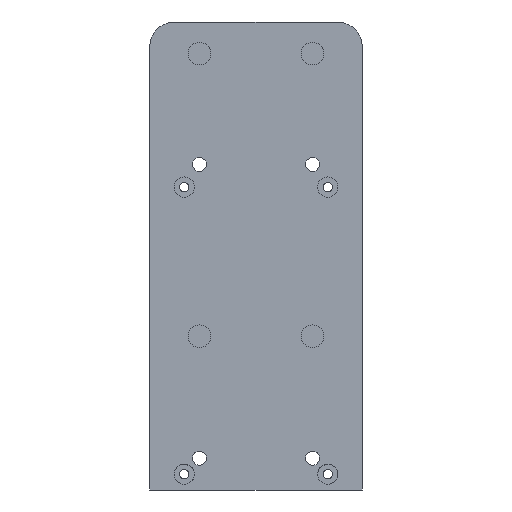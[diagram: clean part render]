
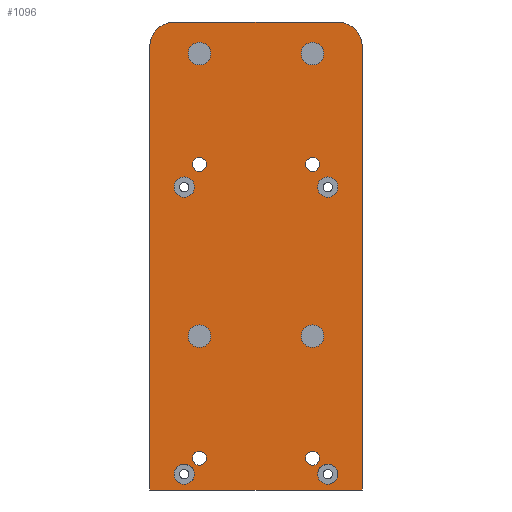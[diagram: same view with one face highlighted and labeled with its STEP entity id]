
A CAD part, front view. The second image highlights one B-rep face of the part: STEP entity #1096.
In plain terms, the highlighted planar face has unit normal (0, -1, 0).
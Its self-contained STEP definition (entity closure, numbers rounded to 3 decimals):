
#31=FACE_BOUND('',#221,.T.);
#32=FACE_BOUND('',#222,.T.);
#33=FACE_BOUND('',#223,.T.);
#34=FACE_BOUND('',#224,.T.);
#35=FACE_BOUND('',#225,.T.);
#36=FACE_BOUND('',#226,.T.);
#37=FACE_BOUND('',#227,.T.);
#38=FACE_BOUND('',#228,.T.);
#39=FACE_BOUND('',#229,.T.);
#40=FACE_BOUND('',#230,.T.);
#41=FACE_BOUND('',#231,.T.);
#42=FACE_BOUND('',#232,.T.);
#84=PLANE('',#1210);
#144=FACE_OUTER_BOUND('',#220,.T.);
#220=EDGE_LOOP('',(#1001,#1002,#1003,#1004,#1005,#1006));
#221=EDGE_LOOP('',(#1007));
#222=EDGE_LOOP('',(#1008));
#223=EDGE_LOOP('',(#1009));
#224=EDGE_LOOP('',(#1010));
#225=EDGE_LOOP('',(#1011));
#226=EDGE_LOOP('',(#1012));
#227=EDGE_LOOP('',(#1013));
#228=EDGE_LOOP('',(#1014));
#229=EDGE_LOOP('',(#1015));
#230=EDGE_LOOP('',(#1016));
#231=EDGE_LOOP('',(#1017));
#232=EDGE_LOOP('',(#1018));
#325=LINE('',#1787,#431);
#329=LINE('',#1795,#435);
#333=LINE('',#1807,#439);
#337=LINE('',#1818,#443);
#431=VECTOR('',#1483,10.);
#435=VECTOR('',#1489,10.);
#439=VECTOR('',#1501,10.);
#443=VECTOR('',#1513,10.);
#446=CIRCLE('',#1113,5.);
#448=CIRCLE('',#1117,5.);
#450=CIRCLE('',#1121,5.);
#452=CIRCLE('',#1125,5.);
#459=CIRCLE('',#1162,3.1);
#460=CIRCLE('',#1164,3.1);
#461=CIRCLE('',#1166,3.1);
#462=CIRCLE('',#1168,3.1);
#463=CIRCLE('',#1170,4.5);
#467=CIRCLE('',#1176,4.5);
#470=CIRCLE('',#1181,4.5);
#474=CIRCLE('',#1187,4.5);
#481=CIRCLE('',#1202,11.);
#483=CIRCLE('',#1206,11.);
#486=VERTEX_POINT('',#1523);
#488=VERTEX_POINT('',#1530);
#490=VERTEX_POINT('',#1537);
#492=VERTEX_POINT('',#1544);
#549=VERTEX_POINT('',#1715);
#550=VERTEX_POINT('',#1719);
#551=VERTEX_POINT('',#1723);
#552=VERTEX_POINT('',#1727);
#553=VERTEX_POINT('',#1731);
#556=VERTEX_POINT('',#1741);
#559=VERTEX_POINT('',#1750);
#562=VERTEX_POINT('',#1760);
#569=VERTEX_POINT('',#1785);
#570=VERTEX_POINT('',#1786);
#573=VERTEX_POINT('',#1794);
#575=VERTEX_POINT('',#1800);
#577=VERTEX_POINT('',#1806);
#579=VERTEX_POINT('',#1812);
#583=EDGE_CURVE('',#486,#486,#446,.T.);
#586=EDGE_CURVE('',#488,#488,#448,.T.);
#589=EDGE_CURVE('',#490,#490,#450,.T.);
#592=EDGE_CURVE('',#492,#492,#452,.T.);
#676=EDGE_CURVE('',#549,#549,#459,.T.);
#678=EDGE_CURVE('',#550,#550,#460,.T.);
#680=EDGE_CURVE('',#551,#551,#461,.T.);
#682=EDGE_CURVE('',#552,#552,#462,.T.);
#683=EDGE_CURVE('',#553,#553,#463,.T.);
#688=EDGE_CURVE('',#556,#556,#467,.T.);
#692=EDGE_CURVE('',#559,#559,#470,.T.);
#697=EDGE_CURVE('',#562,#562,#474,.T.);
#709=EDGE_CURVE('',#569,#570,#325,.F.);
#713=EDGE_CURVE('',#573,#570,#329,.T.);
#716=EDGE_CURVE('',#575,#573,#481,.T.);
#719=EDGE_CURVE('',#577,#575,#333,.T.);
#722=EDGE_CURVE('',#579,#577,#483,.T.);
#725=EDGE_CURVE('',#569,#579,#337,.T.);
#1001=ORIENTED_EDGE('',*,*,#725,.F.);
#1002=ORIENTED_EDGE('',*,*,#709,.T.);
#1003=ORIENTED_EDGE('',*,*,#713,.F.);
#1004=ORIENTED_EDGE('',*,*,#716,.F.);
#1005=ORIENTED_EDGE('',*,*,#719,.F.);
#1006=ORIENTED_EDGE('',*,*,#722,.F.);
#1007=ORIENTED_EDGE('',*,*,#583,.T.);
#1008=ORIENTED_EDGE('',*,*,#586,.T.);
#1009=ORIENTED_EDGE('',*,*,#589,.T.);
#1010=ORIENTED_EDGE('',*,*,#592,.T.);
#1011=ORIENTED_EDGE('',*,*,#676,.T.);
#1012=ORIENTED_EDGE('',*,*,#678,.T.);
#1013=ORIENTED_EDGE('',*,*,#680,.T.);
#1014=ORIENTED_EDGE('',*,*,#682,.T.);
#1015=ORIENTED_EDGE('',*,*,#683,.T.);
#1016=ORIENTED_EDGE('',*,*,#688,.T.);
#1017=ORIENTED_EDGE('',*,*,#692,.T.);
#1018=ORIENTED_EDGE('',*,*,#697,.T.);
#1096=ADVANCED_FACE('',(#144,#31,#32,#33,#34,#35,#36,#37,#38,#39,#40,#41,
#42),#84,.F.);
#1113=AXIS2_PLACEMENT_3D('',#1525,#1218,#1219);
#1117=AXIS2_PLACEMENT_3D('',#1532,#1227,#1228);
#1121=AXIS2_PLACEMENT_3D('',#1539,#1236,#1237);
#1125=AXIS2_PLACEMENT_3D('',#1546,#1245,#1246);
#1162=AXIS2_PLACEMENT_3D('',#1717,#1396,#1397);
#1164=AXIS2_PLACEMENT_3D('',#1721,#1401,#1402);
#1166=AXIS2_PLACEMENT_3D('',#1725,#1406,#1407);
#1168=AXIS2_PLACEMENT_3D('',#1729,#1411,#1412);
#1170=AXIS2_PLACEMENT_3D('',#1732,#1415,#1416);
#1176=AXIS2_PLACEMENT_3D('',#1742,#1428,#1429);
#1181=AXIS2_PLACEMENT_3D('',#1751,#1439,#1440);
#1187=AXIS2_PLACEMENT_3D('',#1761,#1452,#1453);
#1202=AXIS2_PLACEMENT_3D('',#1801,#1494,#1495);
#1206=AXIS2_PLACEMENT_3D('',#1813,#1506,#1507);
#1210=AXIS2_PLACEMENT_3D('',#1821,#1517,#1518);
#1218=DIRECTION('center_axis',(0.,1.,0.));
#1219=DIRECTION('ref_axis',(1.,0.,0.));
#1227=DIRECTION('center_axis',(0.,1.,0.));
#1228=DIRECTION('ref_axis',(1.,0.,0.));
#1236=DIRECTION('center_axis',(0.,1.,0.));
#1237=DIRECTION('ref_axis',(1.,0.,0.));
#1245=DIRECTION('center_axis',(0.,1.,0.));
#1246=DIRECTION('ref_axis',(1.,0.,0.));
#1396=DIRECTION('center_axis',(0.,1.,0.));
#1397=DIRECTION('ref_axis',(-1.,0.,0.));
#1401=DIRECTION('center_axis',(0.,1.,0.));
#1402=DIRECTION('ref_axis',(-1.,0.,0.));
#1406=DIRECTION('center_axis',(0.,1.,0.));
#1407=DIRECTION('ref_axis',(-1.,0.,0.));
#1411=DIRECTION('center_axis',(0.,1.,0.));
#1412=DIRECTION('ref_axis',(-1.,0.,0.));
#1415=DIRECTION('center_axis',(0.,1.,0.));
#1416=DIRECTION('ref_axis',(1.,0.,0.));
#1428=DIRECTION('center_axis',(0.,1.,0.));
#1429=DIRECTION('ref_axis',(1.,0.,0.));
#1439=DIRECTION('center_axis',(0.,1.,0.));
#1440=DIRECTION('ref_axis',(1.,0.,0.));
#1452=DIRECTION('center_axis',(0.,1.,0.));
#1453=DIRECTION('ref_axis',(1.,0.,0.));
#1483=DIRECTION('',(-1.,0.,0.));
#1489=DIRECTION('',(0.,0.,-1.));
#1494=DIRECTION('center_axis',(0.,1.,0.));
#1495=DIRECTION('ref_axis',(0.,0.,1.));
#1501=DIRECTION('',(1.,0.,0.));
#1506=DIRECTION('center_axis',(0.,1.,0.));
#1507=DIRECTION('ref_axis',(-1.,0.,0.));
#1513=DIRECTION('',(0.,0.,1.));
#1517=DIRECTION('center_axis',(0.,1.,0.));
#1518=DIRECTION('ref_axis',(1.,0.,0.));
#1523=CARTESIAN_POINT('',(20.,-3.,-35.5));
#1525=CARTESIAN_POINT('Origin',(25.,-3.,-35.5));
#1530=CARTESIAN_POINT('',(-30.,-3.,89.5));
#1532=CARTESIAN_POINT('Origin',(-25.,-3.,89.5));
#1537=CARTESIAN_POINT('',(-30.,-3.,-35.5));
#1539=CARTESIAN_POINT('Origin',(-25.,-3.,-35.5));
#1544=CARTESIAN_POINT('',(20.,-3.,89.5));
#1546=CARTESIAN_POINT('Origin',(25.,-3.,89.5));
#1715=CARTESIAN_POINT('',(-21.9,-3.,-89.5));
#1717=CARTESIAN_POINT('Origin',(-25.,-3.,-89.5));
#1719=CARTESIAN_POINT('',(28.1,-3.,40.5));
#1721=CARTESIAN_POINT('Origin',(25.,-3.,40.5));
#1723=CARTESIAN_POINT('',(28.1,-3.,-89.5));
#1725=CARTESIAN_POINT('Origin',(25.,-3.,-89.5));
#1727=CARTESIAN_POINT('',(-21.9,-3.,40.5));
#1729=CARTESIAN_POINT('Origin',(-25.,-3.,40.5));
#1731=CARTESIAN_POINT('',(27.25,-3.,-96.5));
#1732=CARTESIAN_POINT('Origin',(31.75,-3.,-96.5));
#1741=CARTESIAN_POINT('',(-36.25,-3.,30.5));
#1742=CARTESIAN_POINT('Origin',(-31.75,-3.,30.5));
#1750=CARTESIAN_POINT('',(-36.25,-3.,-96.5));
#1751=CARTESIAN_POINT('Origin',(-31.75,-3.,-96.5));
#1760=CARTESIAN_POINT('',(27.25,-3.,30.5));
#1761=CARTESIAN_POINT('Origin',(31.75,-3.,30.5));
#1785=CARTESIAN_POINT('',(-47.,-3.,-103.5));
#1786=CARTESIAN_POINT('',(47.,-3.,-103.5));
#1787=CARTESIAN_POINT('',(23.5,-3.,-103.5));
#1794=CARTESIAN_POINT('',(47.,-3.,92.5));
#1795=CARTESIAN_POINT('',(47.,-3.,46.25));
#1800=CARTESIAN_POINT('',(36.,-3.,103.5));
#1801=CARTESIAN_POINT('Origin',(36.,-3.,92.5));
#1806=CARTESIAN_POINT('',(-36.,-3.,103.5));
#1807=CARTESIAN_POINT('',(-18.,-3.,103.5));
#1812=CARTESIAN_POINT('',(-47.,-3.,92.5));
#1813=CARTESIAN_POINT('Origin',(-36.,-3.,92.5));
#1818=CARTESIAN_POINT('',(-47.,-3.,-51.75));
#1821=CARTESIAN_POINT('Origin',(0.,-3.,0.));
